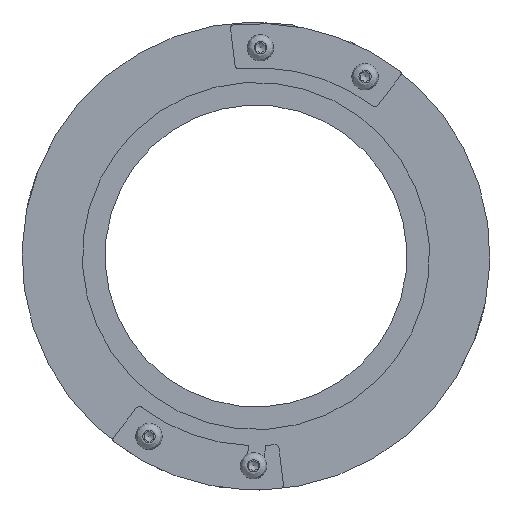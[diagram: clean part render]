
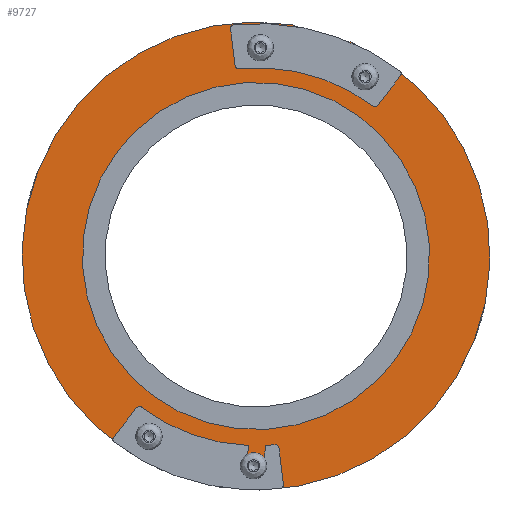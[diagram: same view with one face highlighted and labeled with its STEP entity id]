
A CAD part, front view. The second image highlights one B-rep face of the part: STEP entity #9727.
In plain terms, the highlighted planar face has unit normal (0, -1, 0).
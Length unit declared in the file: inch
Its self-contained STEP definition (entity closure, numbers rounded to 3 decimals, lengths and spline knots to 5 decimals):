
#9290=CARTESIAN_POINT('',(-65.80743,1.09786,6.29782));
#9291=VERTEX_POINT('',#9290);
#9292=CARTESIAN_POINT('',(-66.14398,1.09786,6.91731));
#9293=VERTEX_POINT('',#9292);
#9294=CARTESIAN_POINT('',(-66.28729,1.09786,6.43829));
#9295=DIRECTION('',(0.,-1.0,0.));
#9296=DIRECTION('',(-0.281,0.,-0.96));
#9297=AXIS2_PLACEMENT_3D('',#9294,#9295,#9296);
#9298=CIRCLE('',#9297,0.5);
#9299=EDGE_CURVE('',#9291,#9293,#9298,.T.);
#9332=CARTESIAN_POINT('',(-65.18995,1.09786,6.63804));
#9333=VERTEX_POINT('',#9332);
#9334=CARTESIAN_POINT('',(-65.32757,1.09786,6.15735));
#9335=DIRECTION('',(0.,-1.0,0.));
#9336=DIRECTION('',(0.96,0.,-0.281));
#9337=AXIS2_PLACEMENT_3D('',#9334,#9335,#9336);
#9338=CIRCLE('',#9337,0.5);
#9339=EDGE_CURVE('',#9333,#9291,#9338,.T.);
#9365=CARTESIAN_POINT('',(-67.68577,1.09786,-0.11891));
#9366=VERTEX_POINT('',#9365);
#9367=CARTESIAN_POINT('',(-67.34922,1.09786,-0.7384));
#9368=VERTEX_POINT('',#9367);
#9369=CARTESIAN_POINT('',(-67.20591,1.09786,-0.25938));
#9370=DIRECTION('',(0.,-1.,0.));
#9371=DIRECTION('',(0.281,0.,0.96));
#9372=AXIS2_PLACEMENT_3D('',#9369,#9370,#9371);
#9373=CIRCLE('',#9372,0.5);
#9374=EDGE_CURVE('',#9366,#9368,#9373,.T.);
#9407=CARTESIAN_POINT('',(-68.30325,1.09786,-0.45913));
#9408=VERTEX_POINT('',#9407);
#9409=CARTESIAN_POINT('',(-68.16563,1.09786,0.02156));
#9410=DIRECTION('',(0.,-1.0,0.));
#9411=DIRECTION('',(-0.96,0.,0.281));
#9412=AXIS2_PLACEMENT_3D('',#9409,#9410,#9411);
#9413=CIRCLE('',#9412,0.5);
#9414=EDGE_CURVE('',#9408,#9366,#9413,.T.);
#9489=CARTESIAN_POINT('',(-66.7466,1.09786,3.08945));
#9490=DIRECTION('',(0.,-1.0,0.));
#9491=DIRECTION('',(0.96,0.,-0.281));
#9492=AXIS2_PLACEMENT_3D('',#9489,#9490,#9491);
#9493=CIRCLE('',#9492,3.875);
#9494=EDGE_CURVE('',#9368,#9333,#9493,.T.);
#9550=CARTESIAN_POINT('',(-66.7466,1.09786,3.08945));
#9551=DIRECTION('',(0.,-1.0,0.));
#9552=DIRECTION('',(0.96,0.,-0.281));
#9553=AXIS2_PLACEMENT_3D('',#9550,#9551,#9552);
#9554=CIRCLE('',#9553,3.875);
#9555=EDGE_CURVE('',#9293,#9408,#9554,.T.);
#9627=CARTESIAN_POINT('',(-66.94638,1.09786,-0.34951));
#9628=VERTEX_POINT('',#9627);
#9629=CARTESIAN_POINT('',(-66.82642,1.09786,-0.38463));
#9630=DIRECTION('',(0.,1.0,0.));
#9631=DIRECTION('',(0.96,0.,-0.281));
#9632=AXIS2_PLACEMENT_3D('',#9629,#9630,#9631);
#9633=CIRCLE('',#9632,0.125);
#9634=EDGE_CURVE('',#9628,#9628,#9633,.T.);
#9700=CARTESIAN_POINT('',(-63.50752,1.09786,2.14129));
#9701=DIRECTION('',(0.,-1.0,0.));
#9702=DIRECTION('',(-0.281,0.,-0.96));
#9703=AXIS2_PLACEMENT_3D('',#9700,#9701,#9702);
#9704=PLANE('',#9703);
#9705=ORIENTED_EDGE('',*,*,#9299,.T.);
#9706=ORIENTED_EDGE('',*,*,#9555,.T.);
#9707=ORIENTED_EDGE('',*,*,#9414,.T.);
#9708=ORIENTED_EDGE('',*,*,#9374,.T.);
#9709=ORIENTED_EDGE('',*,*,#9494,.T.);
#9710=ORIENTED_EDGE('',*,*,#9339,.T.);
#9711=EDGE_LOOP('',(#9705,#9706,#9707,#9708,#9709,#9710));
#9712=FACE_OUTER_BOUND('',#9711,.T.);
#9713=ORIENTED_EDGE('',*,*,#9634,.T.);
#9714=EDGE_LOOP('',(#9713));
#9715=FACE_BOUND('',#9714,.T.);
#9716=CARTESIAN_POINT('',(-63.98739,1.09786,2.28176));
#9717=VERTEX_POINT('',#9716);
#9718=CARTESIAN_POINT('',(-66.7466,1.09786,3.08945));
#9719=DIRECTION('',(0.,-1.0,0.));
#9720=DIRECTION('',(0.96,0.,-0.281));
#9721=AXIS2_PLACEMENT_3D('',#9718,#9719,#9720);
#9722=CIRCLE('',#9721,2.875);
#9723=EDGE_CURVE('',#9717,#9717,#9722,.T.);
#9724=ORIENTED_EDGE('',*,*,#9723,.F.);
#9725=EDGE_LOOP('',(#9724));
#9726=FACE_BOUND('',#9725,.T.);
#9727=ADVANCED_FACE('',(#9712,#9715,#9726),#9704,.T.);
